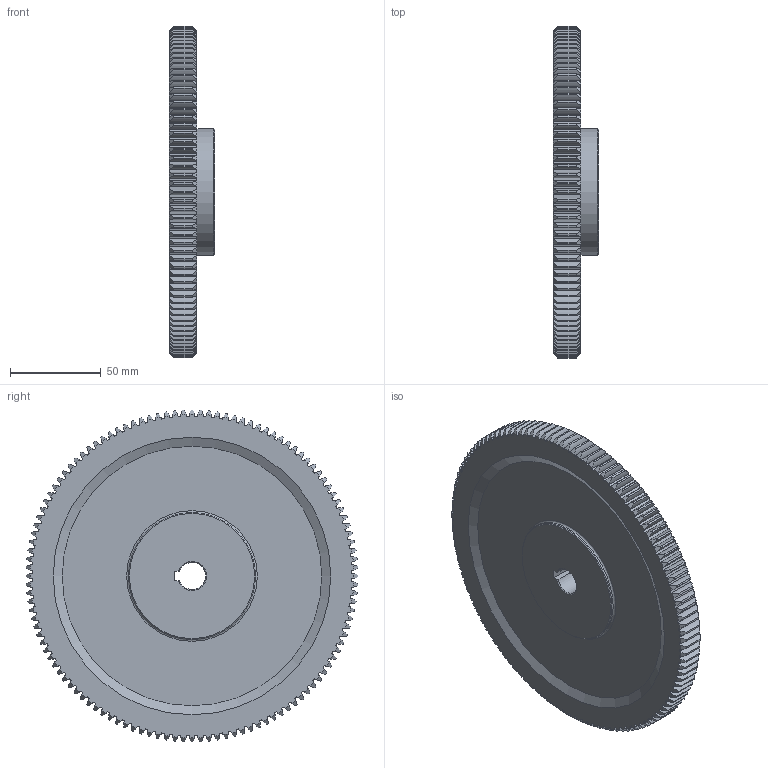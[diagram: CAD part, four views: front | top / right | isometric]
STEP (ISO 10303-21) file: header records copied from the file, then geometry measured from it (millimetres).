
FILE_DESCRIPTION( ( 'STEP AP214' ), '1' );
FILE_NAME( 'SS1.5-120J15_On.stp', '2020-10-06T13:02:18', ( 'License CC BY-ND 4.0' ), ( 'CADENAS' ), ' ', 'PARTsolutions', ' ' );
FILE_SCHEMA( ( 'AUTOMOTIVE_DESIGN { 1 0 10303 214 1 1 1 1 }' ) );
Length unit declared in the file: millimetre
Products named in the file (1): _SS1.5-120J15_On
Bounding box: 25 x 183 x 183 mm (x, y, z)
Volume: 345582.7 mm3; surface area: 71337.7 mm2
Topology: 1 solids, 1 shells, 748 faces, 2220 edges, 1477 vertices
Faces by surface type: cylinder 487, cone 250, plane 9, torus 2
Full cylindrical faces by diameter (mm): 3.242 x2, 70 x2
Entity records: 32260 total; most frequent: CARTESIAN_POINT 6043, DIRECTION 4434, ORIENTED_EDGE 4402, EDGE_CURVE 2201, AXIS2_PLACEMENT_3D 1972, VERTEX_POINT 1473, CIRCLE 1223, EDGE_LOOP 772
